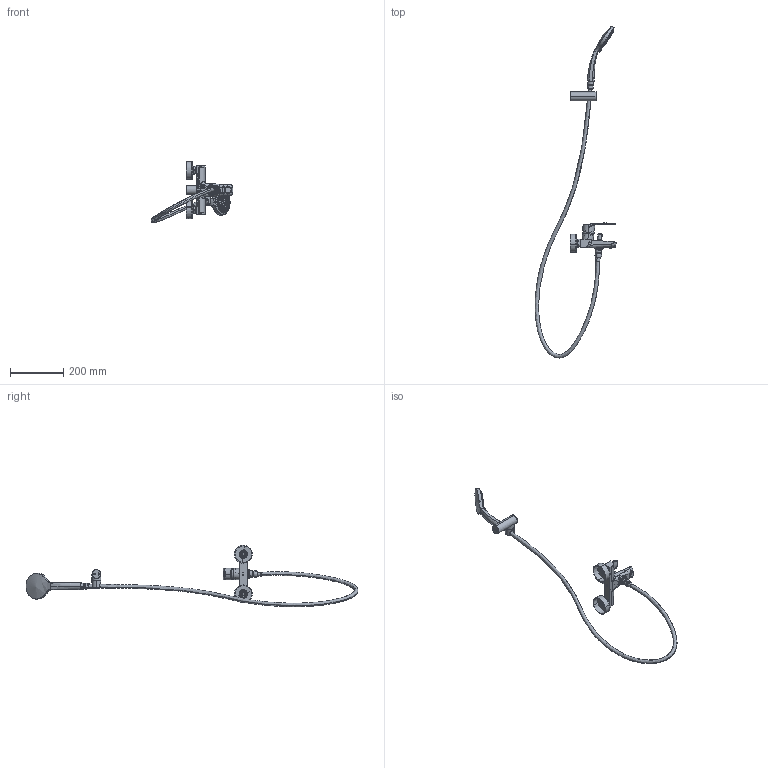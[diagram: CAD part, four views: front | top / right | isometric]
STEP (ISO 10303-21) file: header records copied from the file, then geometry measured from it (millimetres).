
FILE_DESCRIPTION (( 'STEP AP203' ), '1' );
FILE_NAME ('57C303573.STEP', '2021-02-17T09:24:49', ( '' ), ( '' ), 'SwSTEP 2.0', 'SolidWorks 2018', '' );
FILE_SCHEMA (( 'CONFIG_CONTROL_DESIGN' ));
Length unit declared in the file: millimetre
Products named in the file (1): 57C303573
Bounding box: 308.79 x 1252.73 x 232.25 mm (x, y, z)
Volume: 767419.2 mm3; surface area: 269687.6 mm2
Topology: 21 solids, 21 shells, 1362 faces, 3053 edges, 1832 vertices
Faces by surface type: cylinder 514, plane 318, torus 187, bspline 183, cone 116, sphere 44
Entity records: 65020 total; most frequent: CARTESIAN_POINT 36395, ORIENTED_EDGE 6074, DIRECTION 5706, EDGE_CURVE 3037, AXIS2_PLACEMENT_3D 2414, VERTEX_POINT 1832, EDGE_LOOP 1517, ADVANCED_FACE 1362
